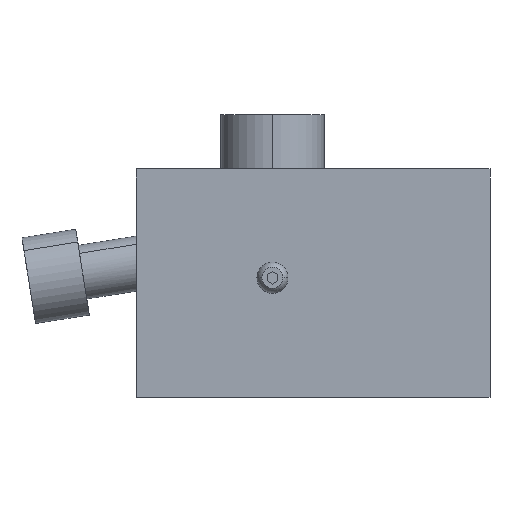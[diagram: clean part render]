
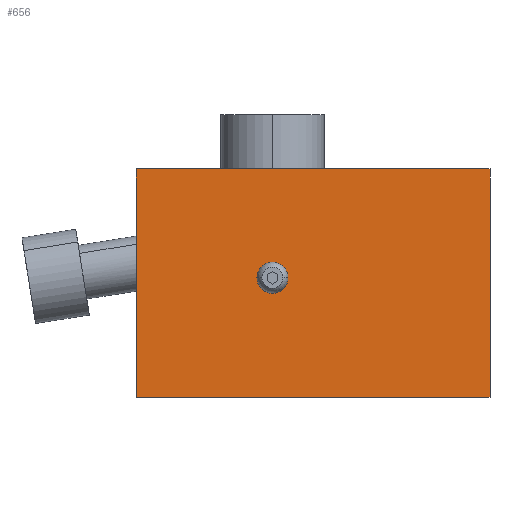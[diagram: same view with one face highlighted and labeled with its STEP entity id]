
A CAD part, front view. The second image highlights one B-rep face of the part: STEP entity #656.
In plain terms, the highlighted planar face has unit normal (0, -1, 0).
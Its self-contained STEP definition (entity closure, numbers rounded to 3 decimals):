
#29 = ORIENTED_EDGE ( 'NONE', *, *, #236, .F. ) ;
#69 = EDGE_CURVE ( 'NONE', #1187, #144, #396, .T. ) ;
#83 = AXIS2_PLACEMENT_3D ( 'NONE', #929, #784, #1128 ) ;
#84 = CARTESIAN_POINT ( 'NONE',  ( -50., -12.5, 42. ) ) ;
#134 = VECTOR ( 'NONE', #224, 1000. ) ;
#144 = VERTEX_POINT ( 'NONE', #1140 ) ;
#145 = DIRECTION ( 'NONE',  ( -1., 0., 0. ) ) ;
#160 = DIRECTION ( 'NONE',  ( 1., 0., 0. ) ) ;
#161 = DIRECTION ( 'NONE',  ( 0., 0., -1. ) ) ;
#162 = EDGE_CURVE ( 'NONE', #1413, #144, #813, .T. ) ;
#180 = AXIS2_PLACEMENT_3D ( 'NONE', #267, #638, #1099 ) ;
#224 = DIRECTION ( 'NONE',  ( 0., 0., -1. ) ) ;
#236 = EDGE_CURVE ( 'NONE', #1335, #1413, #1438, .T. ) ;
#255 = ORIENTED_EDGE ( 'NONE', *, *, #583, .T. ) ;
#267 = CARTESIAN_POINT ( 'NONE',  ( -25., -12.5, 22. ) ) ;
#320 = PLANE ( 'NONE',  #83 ) ;
#334 = CIRCLE ( 'NONE', #654, 2.85 ) ;
#390 = CARTESIAN_POINT ( 'NONE',  ( -27.85, -12.5, 22. ) ) ;
#396 = LINE ( 'NONE', #863, #1535 ) ;
#451 = ORIENTED_EDGE ( 'NONE', *, *, #162, .F. ) ;
#493 = EDGE_LOOP ( 'NONE', ( #1422, #780 ) ) ;
#556 = CARTESIAN_POINT ( 'NONE',  ( 15., -12.5, 42. ) ) ;
#583 = EDGE_CURVE ( 'NONE', #1335, #1187, #1361, .T. ) ;
#602 = CARTESIAN_POINT ( 'NONE',  ( -50., -12.5, 0. ) ) ;
#609 = CARTESIAN_POINT ( 'NONE',  ( -22.15, -12.5, 22. ) ) ;
#638 = DIRECTION ( 'NONE',  ( 0., 1., 0. ) ) ;
#654 = AXIS2_PLACEMENT_3D ( 'NONE', #1337, #732, #145 ) ;
#655 = EDGE_LOOP ( 'NONE', ( #1269, #451, #29, #255 ) ) ;
#656 = ADVANCED_FACE ( 'NONE', ( #909, #1389 ), #320, .F. ) ;
#695 = CARTESIAN_POINT ( 'NONE',  ( 15., -12.5, 42. ) ) ;
#722 = DIRECTION ( 'NONE',  ( 1., 0., 0. ) ) ;
#732 = DIRECTION ( 'NONE',  ( 0., 1., 0. ) ) ;
#780 = ORIENTED_EDGE ( 'NONE', *, *, #1121, .T. ) ;
#784 = DIRECTION ( 'NONE',  ( 0., 1., 0. ) ) ;
#813 = LINE ( 'NONE', #695, #134 ) ;
#830 = EDGE_CURVE ( 'NONE', #836, #1528, #1214, .T. ) ;
#836 = VERTEX_POINT ( 'NONE', #390 ) ;
#842 = CARTESIAN_POINT ( 'NONE',  ( -50., -12.5, 42. ) ) ;
#863 = CARTESIAN_POINT ( 'NONE',  ( -50., -12.5, 0. ) ) ;
#909 = FACE_BOUND ( 'NONE', #493, .T. ) ;
#929 = CARTESIAN_POINT ( 'NONE',  ( -50., -12.5, 42. ) ) ;
#1099 = DIRECTION ( 'NONE',  ( -1., 0., 0. ) ) ;
#1111 = CARTESIAN_POINT ( 'NONE',  ( -50., -12.5, 42. ) ) ;
#1121 = EDGE_CURVE ( 'NONE', #1528, #836, #334, .T. ) ;
#1128 = DIRECTION ( 'NONE',  ( -1., 0., 0. ) ) ;
#1140 = CARTESIAN_POINT ( 'NONE',  ( 15., -12.5, 0. ) ) ;
#1187 = VERTEX_POINT ( 'NONE', #602 ) ;
#1214 = CIRCLE ( 'NONE', #180, 2.85 ) ;
#1269 = ORIENTED_EDGE ( 'NONE', *, *, #69, .T. ) ;
#1335 = VERTEX_POINT ( 'NONE', #84 ) ;
#1337 = CARTESIAN_POINT ( 'NONE',  ( -25., -12.5, 22. ) ) ;
#1361 = LINE ( 'NONE', #1111, #1451 ) ;
#1389 = FACE_OUTER_BOUND ( 'NONE', #655, .T. ) ;
#1413 = VERTEX_POINT ( 'NONE', #556 ) ;
#1422 = ORIENTED_EDGE ( 'NONE', *, *, #830, .T. ) ;
#1438 = LINE ( 'NONE', #842, #1456 ) ;
#1451 = VECTOR ( 'NONE', #161, 1000. ) ;
#1456 = VECTOR ( 'NONE', #722, 1000. ) ;
#1528 = VERTEX_POINT ( 'NONE', #609 ) ;
#1535 = VECTOR ( 'NONE', #160, 1000. ) ;
